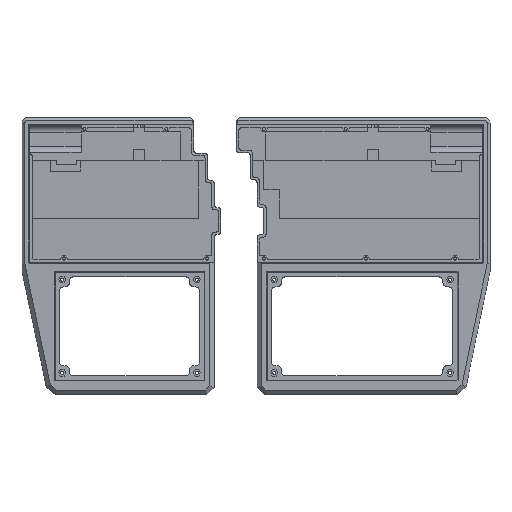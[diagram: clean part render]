
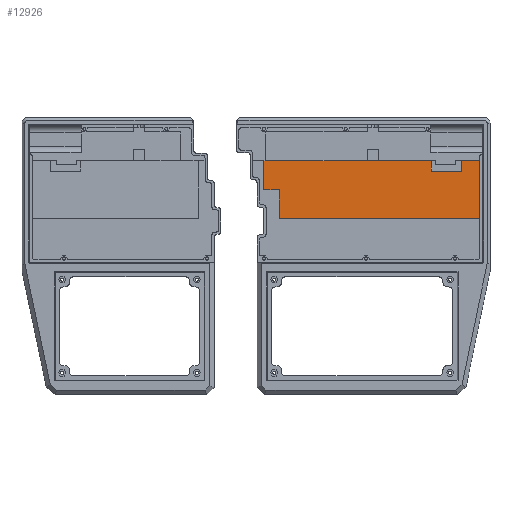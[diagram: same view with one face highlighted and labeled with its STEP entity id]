
A CAD part, top view. The second image highlights one B-rep face of the part: STEP entity #12926.
In plain terms, the highlighted planar face has unit normal (0, 0, 1).
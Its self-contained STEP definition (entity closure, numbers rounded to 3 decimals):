
#1028=FACE_OUTER_BOUND('',#1771,.T.);
#1771=EDGE_LOOP('',(#10246,#10247,#10248,#10249,#10250,#10251,#10252,#10253,
#10254,#10255,#10256,#10257,#10258));
#2863=LINE('',#19935,#4377);
#2874=LINE('',#19958,#4388);
#2882=LINE('',#19973,#4396);
#2893=LINE('',#19996,#4407);
#2972=LINE('',#20165,#4486);
#2975=LINE('',#20171,#4489);
#2978=LINE('',#20177,#4492);
#2984=LINE('',#20188,#4498);
#2985=LINE('',#20190,#4499);
#2986=LINE('',#20192,#4500);
#2987=LINE('',#20194,#4501);
#2988=LINE('',#20196,#4502);
#2989=LINE('',#20197,#4503);
#4377=VECTOR('',#15820,10.);
#4388=VECTOR('',#15837,10.);
#4396=VECTOR('',#15851,10.);
#4407=VECTOR('',#15870,10.);
#4486=VECTOR('',#15993,10.);
#4489=VECTOR('',#15998,10.);
#4492=VECTOR('',#16003,10.);
#4498=VECTOR('',#16015,10.);
#4499=VECTOR('',#16016,10.);
#4500=VECTOR('',#16017,10.);
#4501=VECTOR('',#16018,10.);
#4502=VECTOR('',#16019,10.);
#4503=VECTOR('',#16020,10.);
#5757=VERTEX_POINT('',#19932);
#5758=VERTEX_POINT('',#19934);
#5766=VERTEX_POINT('',#19953);
#5767=VERTEX_POINT('',#19957);
#5771=VERTEX_POINT('',#19971);
#5779=VERTEX_POINT('',#19995);
#5847=VERTEX_POINT('',#20164);
#5849=VERTEX_POINT('',#20170);
#5851=VERTEX_POINT('',#20176);
#5854=VERTEX_POINT('',#20189);
#5855=VERTEX_POINT('',#20191);
#5856=VERTEX_POINT('',#20193);
#5857=VERTEX_POINT('',#20195);
#7288=EDGE_CURVE('',#5757,#5758,#2863,.T.);
#7299=EDGE_CURVE('',#5767,#5766,#2874,.T.);
#7307=EDGE_CURVE('',#5771,#5767,#2882,.T.);
#7318=EDGE_CURVE('',#5779,#5771,#2893,.T.);
#7403=EDGE_CURVE('',#5757,#5847,#2972,.T.);
#7406=EDGE_CURVE('',#5847,#5849,#2975,.T.);
#7409=EDGE_CURVE('',#5849,#5851,#2978,.T.);
#7415=EDGE_CURVE('',#5766,#5851,#2984,.T.);
#7416=EDGE_CURVE('',#5779,#5854,#2985,.T.);
#7417=EDGE_CURVE('',#5854,#5855,#2986,.T.);
#7418=EDGE_CURVE('',#5855,#5856,#2987,.T.);
#7419=EDGE_CURVE('',#5857,#5856,#2988,.T.);
#7420=EDGE_CURVE('',#5758,#5857,#2989,.T.);
#10246=ORIENTED_EDGE('',*,*,#7403,.T.);
#10247=ORIENTED_EDGE('',*,*,#7406,.T.);
#10248=ORIENTED_EDGE('',*,*,#7409,.T.);
#10249=ORIENTED_EDGE('',*,*,#7415,.F.);
#10250=ORIENTED_EDGE('',*,*,#7299,.F.);
#10251=ORIENTED_EDGE('',*,*,#7307,.F.);
#10252=ORIENTED_EDGE('',*,*,#7318,.F.);
#10253=ORIENTED_EDGE('',*,*,#7416,.T.);
#10254=ORIENTED_EDGE('',*,*,#7417,.T.);
#10255=ORIENTED_EDGE('',*,*,#7418,.T.);
#10256=ORIENTED_EDGE('',*,*,#7419,.F.);
#10257=ORIENTED_EDGE('',*,*,#7420,.F.);
#10258=ORIENTED_EDGE('',*,*,#7288,.F.);
#12321=PLANE('',#13755);
#12926=ADVANCED_FACE('',(#1028),#12321,.T.);
#13755=AXIS2_PLACEMENT_3D('',#20187,#16013,#16014);
#15820=DIRECTION('',(1.,0.,0.));
#15837=DIRECTION('',(1.,0.,0.));
#15851=DIRECTION('',(1.,0.,0.));
#15870=DIRECTION('',(1.,0.,0.));
#15993=DIRECTION('',(0.,-1.,0.));
#15998=DIRECTION('',(-1.,0.,0.));
#16003=DIRECTION('',(0.,1.,0.));
#16013=DIRECTION('center_axis',(0.,0.,1.));
#16014=DIRECTION('ref_axis',(-1.,0.,0.));
#16015=DIRECTION('',(1.,0.,0.));
#16016=DIRECTION('',(0.,-1.,0.));
#16017=DIRECTION('',(1.,0.,0.));
#16018=DIRECTION('',(0.,-1.,0.));
#16019=DIRECTION('',(-1.,0.,0.));
#16020=DIRECTION('',(0.,-1.,0.));
#19932=CARTESIAN_POINT('',(291.7,-15.,-11.));
#19934=CARTESIAN_POINT('',(304.7,-15.,-11.));
#19935=CARTESIAN_POINT('',(264.981,-15.,-11.));
#19953=CARTESIAN_POINT('',(234.05,-15.,-11.));
#19957=CARTESIAN_POINT('',(226.05,-15.,-11.));
#19958=CARTESIAN_POINT('',(264.981,-15.,-11.));
#19971=CARTESIAN_POINT('',(155.05,-15.,-11.));
#19973=CARTESIAN_POINT('',(264.981,-15.,-11.));
#19995=CARTESIAN_POINT('',(153.7,-15.,-11.));
#19996=CARTESIAN_POINT('',(264.981,-15.,-11.));
#20164=CARTESIAN_POINT('',(291.7,-22.35,-11.));
#20165=CARTESIAN_POINT('',(291.7,-28.763,-11.));
#20170=CARTESIAN_POINT('',(270.7,-22.35,-11.));
#20171=CARTESIAN_POINT('',(247.981,-22.35,-11.));
#20176=CARTESIAN_POINT('',(270.7,-15.,-11.));
#20177=CARTESIAN_POINT('',(270.7,-25.088,-11.));
#20187=CARTESIAN_POINT('Origin',(225.263,-35.175,-11.));
#20188=CARTESIAN_POINT('',(264.981,-15.,-11.));
#20189=CARTESIAN_POINT('',(153.7,-35.35,-11.));
#20190=CARTESIAN_POINT('',(153.7,-35.263,-11.));
#20191=CARTESIAN_POINT('',(164.7,-35.35,-11.));
#20192=CARTESIAN_POINT('',(194.981,-35.35,-11.));
#20193=CARTESIAN_POINT('',(164.7,-55.35,-11.));
#20194=CARTESIAN_POINT('',(164.7,-45.263,-11.));
#20195=CARTESIAN_POINT('',(304.7,-55.35,-11.));
#20196=CARTESIAN_POINT('',(155.35,-55.35,-11.));
#20197=CARTESIAN_POINT('',(304.7,-55.35,-11.));
